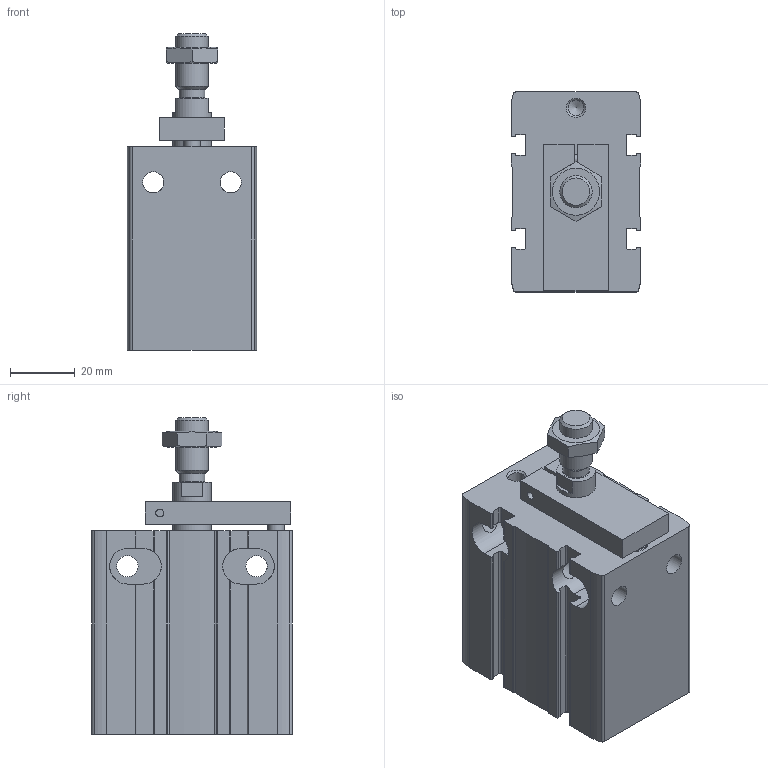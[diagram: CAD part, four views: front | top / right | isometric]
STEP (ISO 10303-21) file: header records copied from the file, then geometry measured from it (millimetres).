
FILE_DESCRIPTION(/* description */ ('STEP AP214'),/* implementation_level */ '2;1');
FILE_NAME(/* name */ '4828467_DPDM-Q-32-15-PA',/* time_stamp */ '2024-08-20T21:51:54+02:00',/* author */ ('License CC BY-ND 4.0'),/* organization */ ('CADENAS'),/* preprocessor_version */ 'ST-DEVELOPER v19.3',/* originating_system */ 'PARTsolutions',/* authorisation */ ' ');
FILE_SCHEMA (('AUTOMOTIVE_DESIGN {1 0 10303 214 3 1 1}'));
Length unit declared in the file: millimetre
Products named in the file (6): 4828467 DPDM-Q-32-15-PA---(0); 4650681 DPDM-Q-15---(h); 4650681 DPDM-Q-15---(r); ISO 4035 M10x1.25(F); 4650681 DPDM 32-15---(p); ISO-4762 M3x12
Assembly tree (5 placements, depth 2):
  4828467 DPDM-Q-32-15-PA---(0)
    4650681 DPDM-Q-15---(h)
    4650681 DPDM-Q-15---(r)
    ISO 4035 M10x1.25(F)
    4650681 DPDM 32-15---(p)
    ISO-4762 M3x12
Bounding box: 40 x 62 x 98 mm (x, y, z)
Volume: 134329.6 mm3; surface area: 38292.7 mm2
Topology: 5 solids, 5 shells, 294 faces, 787 edges, 515 vertices
Faces by surface type: plane 133, cylinder 123, cone 36, torus 2
Full cylindrical faces by diameter (mm): 2.459 x1, 3 x1, 3.4 x1, 4.917 x3, 5 x2, 5.5 x1, 5.9 x1, 6 x1, 6.6 x8, 7 x2, 8 x1, 8.566 x2, 8.647 x1, 10 x1, 12 x2, 20 x1, 32 x2, 33 x1
Entity records: 10714 total; most frequent: CARTESIAN_POINT 1853, DIRECTION 1508, ORIENTED_EDGE 1412, EDGE_CURVE 706, AXIS2_PLACEMENT_3D 561, VERTEX_POINT 505, FACE_BOUND 401, EDGE_LOOP 394
